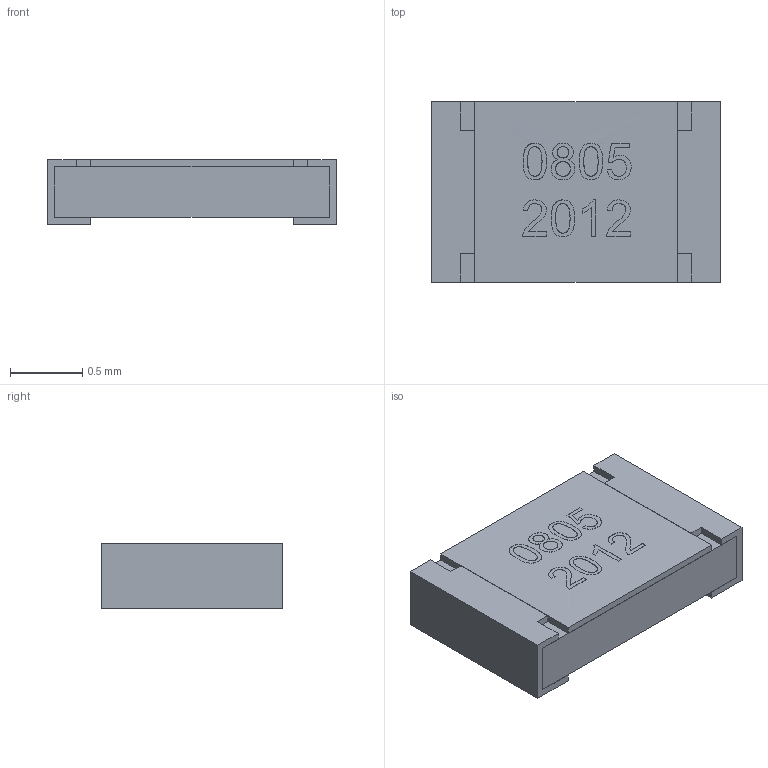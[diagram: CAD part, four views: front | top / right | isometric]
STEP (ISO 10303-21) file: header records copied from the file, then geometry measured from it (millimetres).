
FILE_DESCRIPTION (( 'STEP AP214' ), '1' );
FILE_NAME ('User Library-Res_Vishay_CRCW0805_2012.STEP', '2014-01-28T16:40:05', ( 'Windows User' ), ( '' ), 'SwSTEP 2.0', 'SolidWorks 2014', '' );
FILE_SCHEMA (( 'AUTOMOTIVE_DESIGN' ));
Length unit declared in the file: millimetre
Products named in the file (1): User Library-Res_Vishay_CRCW0805_2012
Bounding box: 2 x 1.25 x 0.45 mm (x, y, z)
Volume: 1 mm3; surface area: 15.8 mm2
Topology: 4 solids, 4 shells, 148 faces, 363 edges, 236 vertices
Faces by surface type: bspline 75, plane 73
Entity records: 6374 total; most frequent: CARTESIAN_POINT 1715, ORIENTED_EDGE 726, EDGE_CURVE 363, DIRECTION 361, VERTEX_POINT 236, LINE 213, VECTOR 213, EDGE_LOOP 161
